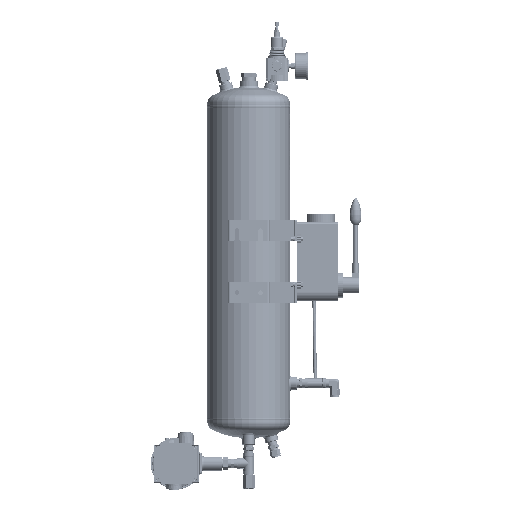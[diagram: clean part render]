
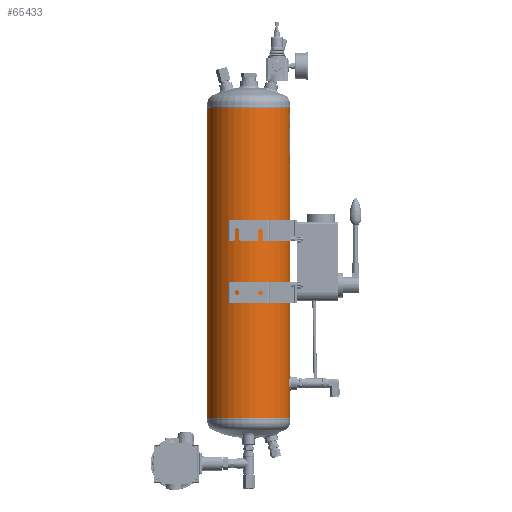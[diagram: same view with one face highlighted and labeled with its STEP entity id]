
A CAD part, left-side view. The second image highlights one B-rep face of the part: STEP entity #65433.
In plain terms, the highlighted cylindrical face has radius 100 mm (diameter 200 mm), a partial arc.
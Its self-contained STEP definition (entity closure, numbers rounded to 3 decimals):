
#4257=B_SPLINE_CURVE_WITH_KNOTS('',3,(#107279,#107280,#107281,#107282,#107283,
#107284,#107285,#107286,#107287,#107288,#107289),.UNSPECIFIED.,.T.,.F.,
(1,1,1,1,1,1,1,1,1,1,1,1,1,1,1),(-0.012,-0.008,
-0.004,0.,0.004,0.008,0.012,
0.016,0.02,0.023,0.027,
0.031,0.035,0.039,0.043),
 .UNSPECIFIED.);
#4258=B_SPLINE_CURVE_WITH_KNOTS('',3,(#107291,#107292,#107293,#107294,#107295,
#107296,#107297,#107298,#107299,#107300,#107301),.UNSPECIFIED.,.T.,.F.,
(1,1,1,1,1,1,1,1,1,1,1,1,1,1,1),(-0.012,-0.008,
-0.004,0.,0.004,0.008,0.012,
0.016,0.02,0.023,0.027,
0.031,0.035,0.039,0.043),
 .UNSPECIFIED.);
#4259=B_SPLINE_CURVE_WITH_KNOTS('',3,(#107303,#107304,#107305,#107306,#107307,
#107308,#107309,#107310,#107311,#107312,#107313,#107314,#107315,#107316,
#107317,#107318,#107319,#107320,#107321),.UNSPECIFIED.,.T.,.F.,(1,1,1,1,
1,1,1,1,1,1,1,1,1,1,1,1,1,1,1,1,1,1,1),(-0.018,-0.012,
-0.006,0.,0.006,0.012,
0.018,0.023,0.029,0.035,
0.041,0.047,0.053,0.059,
0.065,0.07,0.076,0.082,
0.088,0.094,0.1,0.106,
0.112),.UNSPECIFIED.);
#6830=LINE('',#107323,#10981);
#6831=LINE('',#107328,#10982);
#10981=VECTOR('',#88921,1000.);
#10982=VECTOR('',#88924,1000.);
#15137=ORIENTED_EDGE('',*,*,#34763,.T.);
#15138=ORIENTED_EDGE('',*,*,#34764,.T.);
#15139=ORIENTED_EDGE('',*,*,#34765,.T.);
#15140=ORIENTED_EDGE('',*,*,#34766,.T.);
#15141=ORIENTED_EDGE('',*,*,#34767,.T.);
#15142=ORIENTED_EDGE('',*,*,#34768,.F.);
#15143=ORIENTED_EDGE('',*,*,#34769,.F.);
#34763=EDGE_CURVE('',#44576,#44576,#4257,.T.);
#34764=EDGE_CURVE('',#44577,#44577,#4258,.T.);
#34765=EDGE_CURVE('',#44578,#44578,#4259,.T.);
#34766=EDGE_CURVE('',#44579,#44580,#6830,.T.);
#34767=EDGE_CURVE('',#44580,#44581,#51254,.T.);
#34768=EDGE_CURVE('',#44582,#44581,#6831,.T.);
#34769=EDGE_CURVE('',#44579,#44582,#51255,.T.);
#44576=VERTEX_POINT('',#107290);
#44577=VERTEX_POINT('',#107302);
#44578=VERTEX_POINT('',#107322);
#44579=VERTEX_POINT('',#107324);
#44580=VERTEX_POINT('',#107325);
#44581=VERTEX_POINT('',#107327);
#44582=VERTEX_POINT('',#107329);
#51254=CIRCLE('',#81832,100.);
#51255=CIRCLE('',#81833,100.);
#53897=EDGE_LOOP('',(#15137));
#53898=EDGE_LOOP('',(#15138));
#53899=EDGE_LOOP('',(#15139));
#53900=EDGE_LOOP('',(#15140,#15141,#15142,#15143));
#59120=FACE_BOUND('',#53897,.T.);
#59121=FACE_BOUND('',#53898,.T.);
#59122=FACE_BOUND('',#53899,.T.);
#59123=FACE_BOUND('',#53900,.T.);
#64343=CYLINDRICAL_SURFACE('',#81831,100.);
#65433=ADVANCED_FACE('',(#59120,#59121,#59122,#59123),#64343,.T.);
#81831=AXIS2_PLACEMENT_3D('',#107278,#88919,#88920);
#81832=AXIS2_PLACEMENT_3D('',#107326,#88922,#88923);
#81833=AXIS2_PLACEMENT_3D('',#107330,#88925,#88926);
#88919=DIRECTION('',(0.,-1.,0.));
#88920=DIRECTION('',(0.,0.,-1.));
#88921=DIRECTION('',(0.,-1.,0.));
#88922=DIRECTION('',(0.,1.,0.));
#88923=DIRECTION('',(1.,0.,0.));
#88924=DIRECTION('',(0.,-1.,0.));
#88925=DIRECTION('',(0.,1.,0.));
#88926=DIRECTION('',(1.,0.,0.));
#107278=CARTESIAN_POINT('',(0.,750.,0.));
#107279=CARTESIAN_POINT('',(-3.915,48.922,-99.938));
#107280=CARTESIAN_POINT('',(-5.542,44.999,-99.844));
#107281=CARTESIAN_POINT('',(-3.916,41.082,-99.938));
#107282=CARTESIAN_POINT('',(-0.004,39.46,-100.031));
#107283=CARTESIAN_POINT('',(3.917,41.079,-99.938));
#107284=CARTESIAN_POINT('',(5.54,44.999,-99.844));
#107285=CARTESIAN_POINT('',(3.922,48.913,-99.937));
#107286=CARTESIAN_POINT('',(0.006,50.541,-100.031));
#107287=CARTESIAN_POINT('',(-3.915,48.922,-99.938));
#107288=CARTESIAN_POINT('',(-5.542,44.999,-99.844));
#107289=CARTESIAN_POINT('',(-3.916,41.082,-99.938));
#107290=CARTESIAN_POINT('',(-5.,45.,-99.875));
#107291=CARTESIAN_POINT('',(-3.915,158.922,-99.938));
#107292=CARTESIAN_POINT('',(-5.542,154.999,-99.844));
#107293=CARTESIAN_POINT('',(-3.916,151.082,-99.938));
#107294=CARTESIAN_POINT('',(-0.004,149.46,-100.031));
#107295=CARTESIAN_POINT('',(3.917,151.079,-99.938));
#107296=CARTESIAN_POINT('',(5.54,154.999,-99.844));
#107297=CARTESIAN_POINT('',(3.922,158.913,-99.937));
#107298=CARTESIAN_POINT('',(0.006,160.541,-100.031));
#107299=CARTESIAN_POINT('',(-3.915,158.922,-99.938));
#107300=CARTESIAN_POINT('',(-5.542,154.999,-99.844));
#107301=CARTESIAN_POINT('',(-3.916,151.082,-99.938));
#107302=CARTESIAN_POINT('',(-5.,155.,-99.875));
#107303=CARTESIAN_POINT('',(-98.994,672.42,14.208));
#107304=CARTESIAN_POINT('',(-98.806,666.495,15.395));
#107305=CARTESIAN_POINT('',(-98.993,660.6,14.214));
#107306=CARTESIAN_POINT('',(-99.436,655.617,10.88));
#107307=CARTESIAN_POINT('',(-99.878,652.286,5.9));
#107308=CARTESIAN_POINT('',(-100.061,651.109,0.009));
#107309=CARTESIAN_POINT('',(-99.879,652.279,-5.887));
#107310=CARTESIAN_POINT('',(-99.437,655.615,-10.879));
#107311=CARTESIAN_POINT('',(-98.992,660.601,-14.215));
#107312=CARTESIAN_POINT('',(-98.807,666.494,-15.391));
#107313=CARTESIAN_POINT('',(-98.992,672.387,-14.219));
#107314=CARTESIAN_POINT('',(-99.435,677.371,-10.892));
#107315=CARTESIAN_POINT('',(-99.877,680.709,-5.914));
#107316=CARTESIAN_POINT('',(-100.061,681.893,-0.013));
#107317=CARTESIAN_POINT('',(-99.878,680.72,5.889));
#107318=CARTESIAN_POINT('',(-99.437,677.387,10.874));
#107319=CARTESIAN_POINT('',(-98.994,672.42,14.208));
#107320=CARTESIAN_POINT('',(-98.806,666.495,15.395));
#107321=CARTESIAN_POINT('',(-98.993,660.6,14.214));
#107322=CARTESIAN_POINT('',(-98.869,666.5,15.));
#107323=CARTESIAN_POINT('',(0.254,801.561,100.));
#107324=CARTESIAN_POINT('',(0.254,750.,100.));
#107325=CARTESIAN_POINT('',(0.254,0.,100.));
#107326=CARTESIAN_POINT('',(0.,0.,0.));
#107327=CARTESIAN_POINT('',(-0.254,0.,100.));
#107328=CARTESIAN_POINT('',(-0.254,801.561,100.));
#107329=CARTESIAN_POINT('',(-0.254,750.,100.));
#107330=CARTESIAN_POINT('',(0.,750.,0.));
